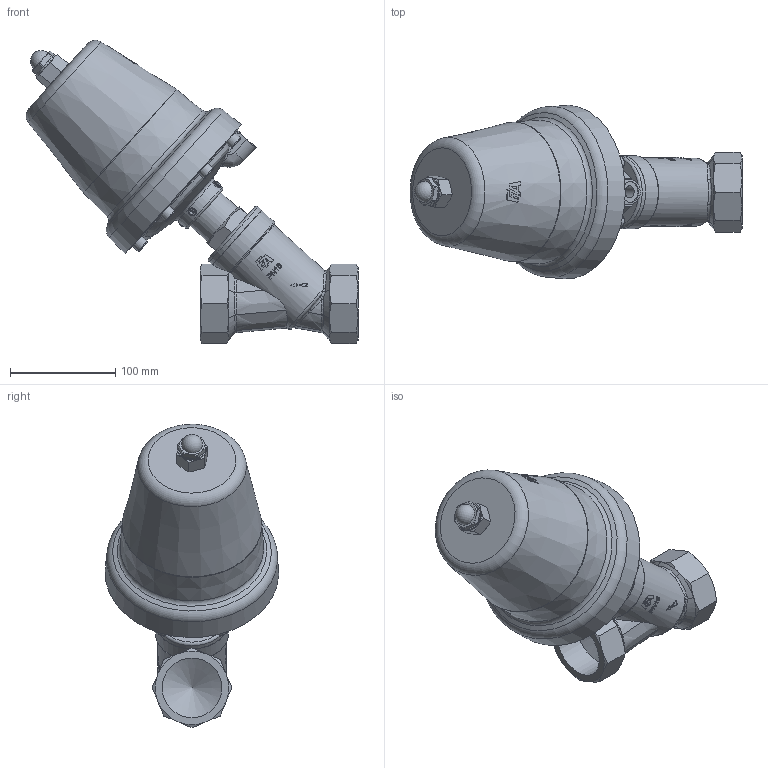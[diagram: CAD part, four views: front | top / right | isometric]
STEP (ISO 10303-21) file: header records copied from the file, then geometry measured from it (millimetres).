
FILE_DESCRIPTION(/* description */ ('DG2D1224050/OS'),/* implementation_level */ '2;1');
FILE_NAME(/* name */ 'DG2D1223050_OS.stp',/* time_stamp */ '2022-02-02T07:56:45+01:00',/* author */ ('hois'),/* organization */ (''),/* preprocessor_version */ 'ST-DEVELOPER v18.1',/* originating_system */ 'Autodesk Inventor 2020',/* authorisation */ '');
FILE_SCHEMA (('AUTOMOTIVE_DESIGN { 1 0 10303 214 3 1 1 }'));
Length unit declared in the file: millimetre
Products named in the file (9): DG2D1223050_OS; GGS0050.26.0033-GM; ETG0050.13.0254; DER1650.10.0012; SZY1250.27.0012; ADK0015.07.0013; MUV0015.08.0013; DIN 913 - M8 x 12; DIN 912 - M8 x 25
Assembly tree (18 placements, depth 2):
  DG2D1223050_OS
    GGS0050.26.0033-GM
    ETG0050.13.0254
    DER1650.10.0012
    SZY1250.27.0012
    ADK0015.07.0013
    MUV0015.08.0013
    DIN 913 - M8 x 12  x4
    DIN 912 - M8 x 25  x8
Bounding box: 315.65 x 164.84 x 288.45 mm (x, y, z)
Volume: 1216646.1 mm3; surface area: 313826.7 mm2
Topology: 18 solids, 18 shells, 695 faces, 1864 edges, 1245 vertices
Faces by surface type: plane 334, bspline 140, cylinder 98, cone 96, torus 23, sphere 4
Full cylindrical faces by diameter (mm): 3 x1, 4 x1, 6.647 x12, 8 x12, 8.5 x8, 11.445 x1, 13 x8, 15 x2, 15.5 x1, 18.5 x1, 18.631 x2, 18.663 x2, 19.46 x1, 20 x1, 20.96 x2, 26 x1, 27 x1, 34 x1, 40 x1, 43 x1, 52 x1, 56.656 x3, 59.61 x1, 61 x1, 65 x1, 70 x1, 125 x2, 156 x2
Entity records: 22312 total; most frequent: CARTESIAN_POINT 8475, ORIENTED_EDGE 2996, DIRECTION 2613, EDGE_CURVE 1498, AXIS2_PLACEMENT_3D 1085, VERTEX_POINT 1004, EDGE_LOOP 648, FACE_OUTER_BOUND 561
